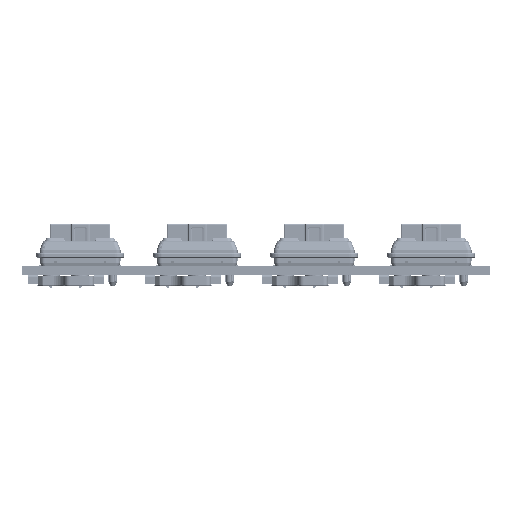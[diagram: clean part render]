
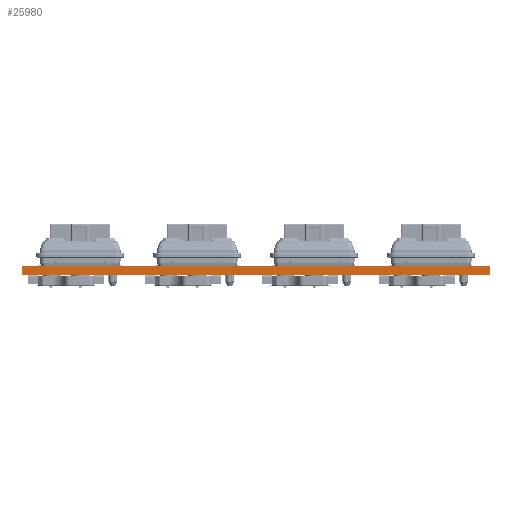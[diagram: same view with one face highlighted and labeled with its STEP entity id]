
A CAD part, front view. The second image highlights one B-rep face of the part: STEP entity #25980.
In plain terms, the highlighted planar face has unit normal (0, -1, 0).
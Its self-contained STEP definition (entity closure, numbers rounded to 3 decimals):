
#25980 = ADVANCED_FACE('',(#25981),#26015,.T.);
#25981 = FACE_BOUND('',#25982,.T.);
#25982 = EDGE_LOOP('',(#25983,#25993,#26001,#26009));
#25983 = ORIENTED_EDGE('',*,*,#25984,.T.);
#25984 = EDGE_CURVE('',#25985,#25987,#25989,.T.);
#25985 = VERTEX_POINT('',#25986);
#25986 = CARTESIAN_POINT('',(267.75,-107.326,0.));
#25987 = VERTEX_POINT('',#25988);
#25988 = CARTESIAN_POINT('',(267.75,-107.326,1.6));
#25989 = LINE('',#25990,#25991);
#25990 = CARTESIAN_POINT('',(267.75,-107.326,0.));
#25991 = VECTOR('',#25992,1.);
#25992 = DIRECTION('',(0.,0.,1.));
#25993 = ORIENTED_EDGE('',*,*,#25994,.T.);
#25994 = EDGE_CURVE('',#25987,#25995,#25997,.T.);
#25995 = VERTEX_POINT('',#25996);
#25996 = CARTESIAN_POINT('',(187.75,-107.326,1.6));
#25997 = LINE('',#25998,#25999);
#25998 = CARTESIAN_POINT('',(267.75,-107.326,1.6));
#25999 = VECTOR('',#26000,1.);
#26000 = DIRECTION('',(-1.,0.,0.));
#26001 = ORIENTED_EDGE('',*,*,#26002,.F.);
#26002 = EDGE_CURVE('',#26003,#25995,#26005,.T.);
#26003 = VERTEX_POINT('',#26004);
#26004 = CARTESIAN_POINT('',(187.75,-107.326,0.));
#26005 = LINE('',#26006,#26007);
#26006 = CARTESIAN_POINT('',(187.75,-107.326,0.));
#26007 = VECTOR('',#26008,1.);
#26008 = DIRECTION('',(0.,0.,1.));
#26009 = ORIENTED_EDGE('',*,*,#26010,.F.);
#26010 = EDGE_CURVE('',#25985,#26003,#26011,.T.);
#26011 = LINE('',#26012,#26013);
#26012 = CARTESIAN_POINT('',(267.75,-107.326,0.));
#26013 = VECTOR('',#26014,1.);
#26014 = DIRECTION('',(-1.,0.,0.));
#26015 = PLANE('',#26016);
#26016 = AXIS2_PLACEMENT_3D('',#26017,#26018,#26019);
#26017 = CARTESIAN_POINT('',(267.75,-107.326,0.));
#26018 = DIRECTION('',(0.,-1.,0.));
#26019 = DIRECTION('',(-1.,0.,0.));
